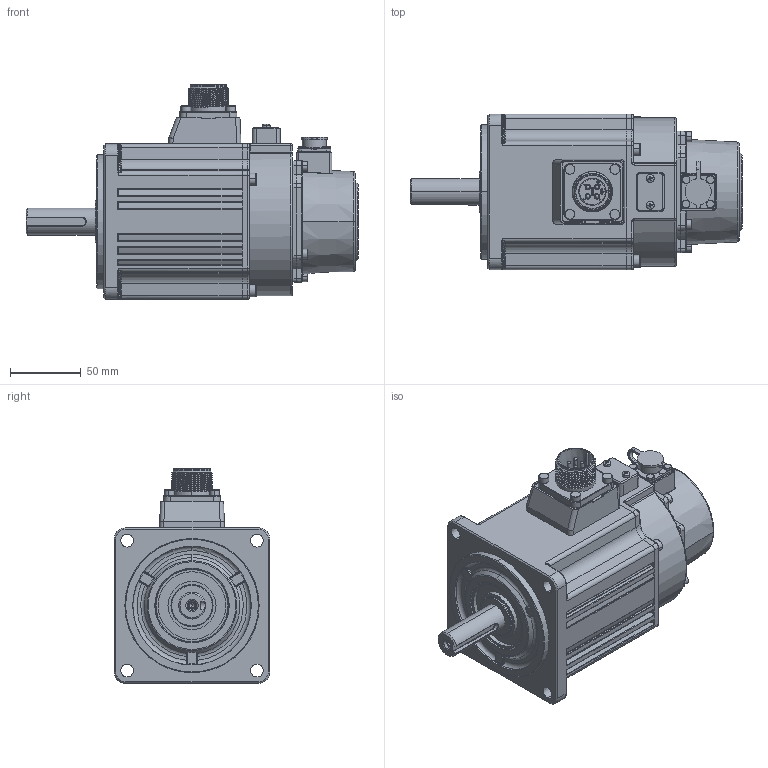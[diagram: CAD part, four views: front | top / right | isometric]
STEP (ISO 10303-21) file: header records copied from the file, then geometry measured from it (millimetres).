
FILE_DESCRIPTION (( 'STEP AP203' ), '1' );
FILE_NAME ('MS6G-110TL30BZ2-21P8.STEP', '2025-11-20T09:05:55', ( '' ), ( '' ), 'SwSTEP 2.0', 'SolidWorks 2022', '' );
FILE_SCHEMA (( 'CONFIG_CONTROL_DESIGN' ));
Length unit declared in the file: millimetre
Products named in the file (1): MS6G-110TL30BZ2-21P8
Bounding box: 235 x 110 x 151.9 mm (x, y, z)
Volume: 1675516.4 mm3; surface area: 118741 mm2
Topology: 1 solids, 1 shells, 1576 faces, 3949 edges, 2402 vertices
Faces by surface type: plane 567, cylinder 463, bspline 292, torus 147, cone 64, sphere 43
Entity records: 57863 total; most frequent: CARTESIAN_POINT 22966, ORIENTED_EDGE 7790, DIRECTION 6592, EDGE_CURVE 3895, AXIS2_PLACEMENT_3D 2448, VERTEX_POINT 2392, VECTOR 1696, LINE 1696
